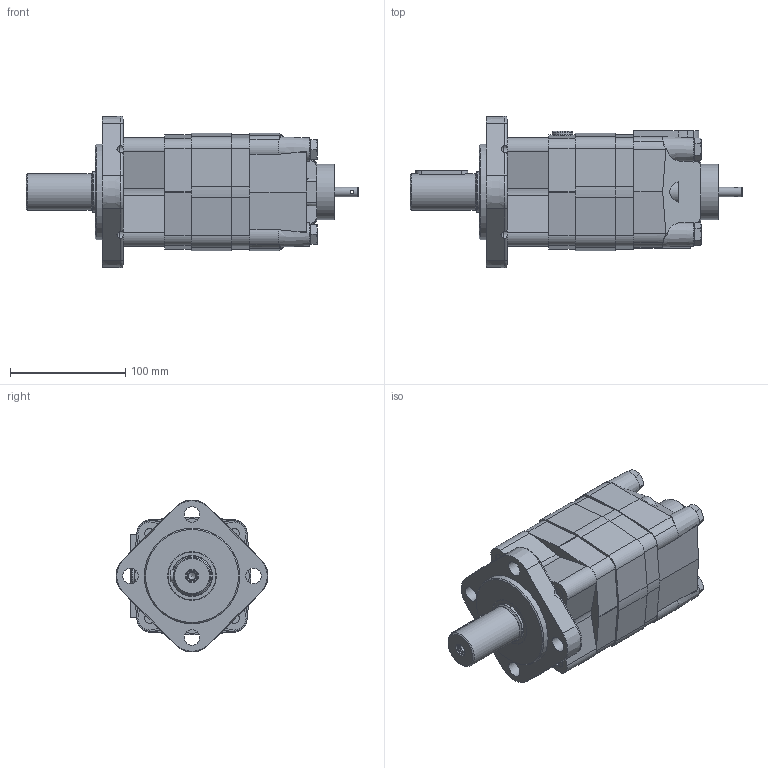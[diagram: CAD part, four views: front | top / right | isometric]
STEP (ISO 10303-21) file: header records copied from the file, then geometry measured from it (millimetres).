
FILE_DESCRIPTION(/* description */ ('STEP AP214'),/* implementation_level */ '2;1');
FILE_NAME(/* name */ 'MSY200CUTLSVP_4.stp',/* time_stamp */ '2023-02-07T11:25:54+01:00',/* author */ ('msn'),/* organization */ ('CADENAS'),/* preprocessor_version */ 'ST-DEVELOPER v19.2',/* originating_system */ 'Autodesk Inventor 2023',/* authorisation */ ' ');
FILE_SCHEMA (('AUTOMOTIVE_DESIGN { 1 0 10303 214 3 1 1 }'));
Length unit declared in the file: millimetre
Products named in the file (8): MS200CUTLSVP/4; MSC; Hexagon bolt DIN 931-1 M10x1610; MST-P; MS-VP; MS200-D; MS-SP; MS-MF
Assembly tree (10 placements, depth 2):
  MS200CUTLSVP/4
    MSC
    Hexagon bolt DIN 931-1 M10x1610  x4
    MST-P
    MS-VP
    MS200-D
    MS-SP
    MS-MF
Bounding box: 287.5 x 131.3 x 131.3 mm (x, y, z)
Volume: 1730603.5 mm3; surface area: 229636.8 mm2
Topology: 10 solids, 10 shells, 531 faces, 1388 edges, 890 vertices
Faces by surface type: plane 246, cylinder 171, cone 91, torus 15, sphere 8
Full cylindrical faces by diameter (mm): 2 x4, 3 x1, 4 x4, 4.134 x4, 6.647 x1, 8 x1, 8.376 x6, 8.5 x4, 9 x4, 10 x5, 10.1 x6, 10.2 x4, 10.5 x8, 10.8 x4, 12.2 x1, 13.5 x4, 16 x4, 16.9 x1, 17.8 x1, 18 x1, 18.631 x2, 21 x1, 22 x5, 32 x1, 35 x1, 35.2 x1, 42 x1, 48 x1, 82.5 x1
Entity records: 16206 total; most frequent: CARTESIAN_POINT 3796, DIRECTION 2619, ORIENTED_EDGE 2468, EDGE_CURVE 1234, AXIS2_PLACEMENT_3D 1005, VERTEX_POINT 815, LINE 609, VECTOR 609
